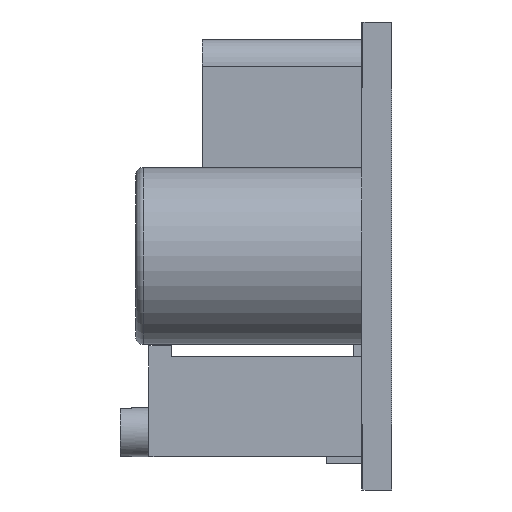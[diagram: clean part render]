
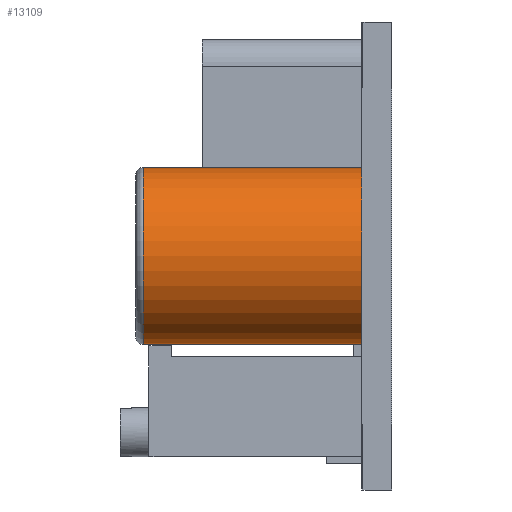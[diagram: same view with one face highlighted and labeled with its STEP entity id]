
A CAD part, left-side view. The second image highlights one B-rep face of the part: STEP entity #13109.
In plain terms, the highlighted cylindrical face has radius 4 mm (diameter 8 mm), a full revolution.
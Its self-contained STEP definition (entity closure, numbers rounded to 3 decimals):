
#861=CYLINDRICAL_SURFACE('',#13874,4.);
#925=FACE_OUTER_BOUND('',#1695,.T.);
#1695=EDGE_LOOP('',(#8781,#8782,#8783,#8784,#8785));
#2427=CIRCLE('',#13846,4.);
#2441=CIRCLE('',#13875,4.);
#2442=CIRCLE('',#13876,4.);
#2866=LINE('',#19978,#4133);
#4133=VECTOR('',#14872,4.);
#5542=VERTEX_POINT('',#19747);
#5590=VERTEX_POINT('',#19977);
#5591=VERTEX_POINT('',#19979);
#6779=EDGE_CURVE('',#5542,#5542,#2427,.F.);
#6842=EDGE_CURVE('',#5542,#5590,#2866,.T.);
#6843=EDGE_CURVE('',#5590,#5591,#2441,.F.);
#6844=EDGE_CURVE('',#5591,#5590,#2442,.F.);
#8781=ORIENTED_EDGE('',*,*,#6779,.T.);
#8782=ORIENTED_EDGE('',*,*,#6842,.T.);
#8783=ORIENTED_EDGE('',*,*,#6843,.T.);
#8784=ORIENTED_EDGE('',*,*,#6844,.T.);
#8785=ORIENTED_EDGE('',*,*,#6842,.F.);
#13109=ADVANCED_FACE('',(#925),#861,.T.);
#13846=AXIS2_PLACEMENT_3D('',#19748,#14769,#14770);
#13874=AXIS2_PLACEMENT_3D('',#19976,#14870,#14871);
#13875=AXIS2_PLACEMENT_3D('',#19980,#14873,#14874);
#13876=AXIS2_PLACEMENT_3D('',#19981,#14875,#14876);
#14769=DIRECTION('center_axis',(0.,-1.,0.));
#14770=DIRECTION('ref_axis',(0.,0.,-1.));
#14870=DIRECTION('center_axis',(0.,-1.,0.));
#14871=DIRECTION('ref_axis',(0.,0.,-1.));
#14872=DIRECTION('',(0.,1.,0.));
#14873=DIRECTION('center_axis',(0.,1.,0.));
#14874=DIRECTION('ref_axis',(0.,0.,1.));
#14875=DIRECTION('center_axis',(0.,1.,0.));
#14876=DIRECTION('ref_axis',(0.,0.,1.));
#19747=CARTESIAN_POINT('',(-15.8,1.35,4.));
#19748=CARTESIAN_POINT('Origin',(-15.8,1.35,0.));
#19976=CARTESIAN_POINT('Origin',(-15.8,11.55,0.));
#19977=CARTESIAN_POINT('',(-15.8,11.2,4.));
#19978=CARTESIAN_POINT('',(-15.8,11.55,4.));
#19979=CARTESIAN_POINT('',(-15.8,11.2,-4.));
#19980=CARTESIAN_POINT('Origin',(-15.8,11.2,0.));
#19981=CARTESIAN_POINT('Origin',(-15.8,11.2,0.));
